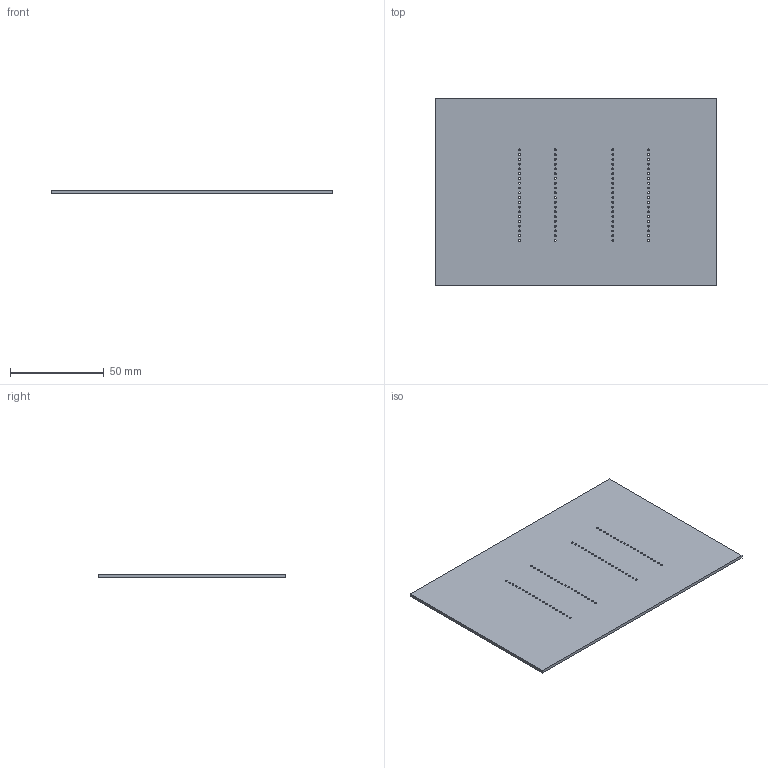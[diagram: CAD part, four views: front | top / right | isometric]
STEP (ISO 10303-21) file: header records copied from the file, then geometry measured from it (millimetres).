
FILE_DESCRIPTION(('KiCad electronic assembly'),'2;1');
FILE_NAME('MODULE-CONN-RASP-PICO-2040.step','2022-10-14T10:00:35',( 'Pcbnew'),('Kicad'),'Open CASCADE STEP processor 7.6', 'KiCad to STEP converter','Unknown');
FILE_SCHEMA(('AUTOMOTIVE_DESIGN { 1 0 10303 214 1 1 1 1 }'));
Length unit declared in the file: millimetre
Products named in the file (2): MODULE-CONN-RASP-PICO-2040 1; MODULE-CONN-RASP-PICO-2040 PCB
Assembly tree (1 placements, depth 2):
  MODULE-CONN-RASP-PICO-2040 1
    MODULE-CONN-RASP-PICO-2040 PCB
Bounding box: 150 x 100 x 1.6 mm (x, y, z)
Volume: 23899.5 mm3; surface area: 31076.5 mm2
Topology: 1 solids, 1 shells, 86 faces, 252 edges, 168 vertices
Faces by surface type: cylinder 80, plane 6
Full cylindrical faces by diameter (mm): 1 x80
Entity records: 7079 total; most frequent: CARTESIAN_POINT 1972, DIRECTION 932, ORIENTED_EDGE 504, PCURVE 504, DEFINITIONAL_REPRESENTATION 504, LINE 436, VECTOR 436, EDGE_CURVE 252
